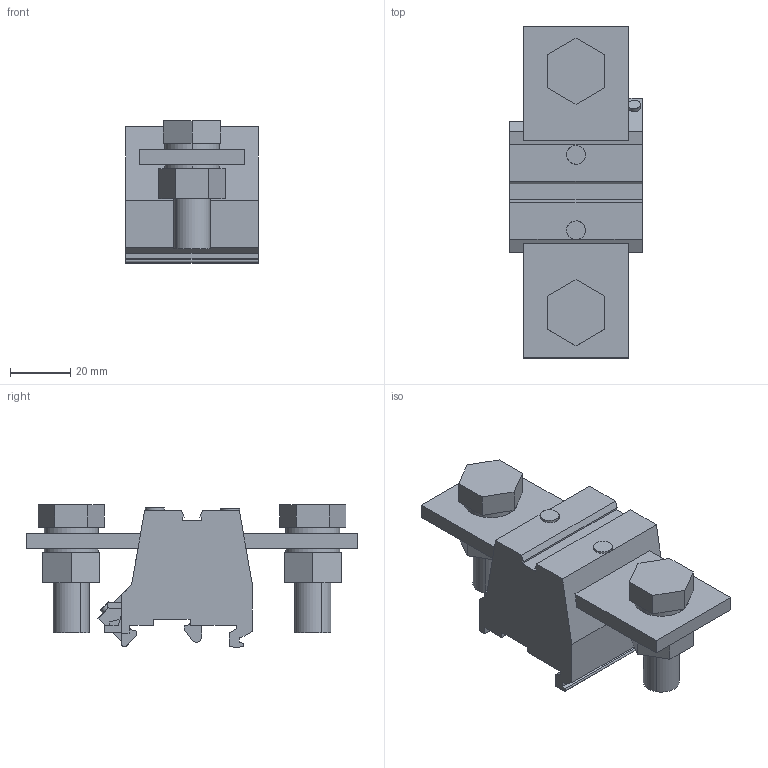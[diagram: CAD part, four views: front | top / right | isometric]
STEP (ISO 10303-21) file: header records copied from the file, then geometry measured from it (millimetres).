
FILE_DESCRIPTION(('Creo Elements/Direct Modeling STEP Export'),'2;1');
FILE_NAME('model.stp','2018-03-17T11:58:34',(''),(''),'Creo Elements/Direct Modeling STEP processor for AP214 (Solid Model)','Creo Elements/Direct Modeling 18.1I 14-Aug-2016 (C) Parametric Technology GmbH','');
FILE_SCHEMA(('AUTOMOTIVE_DESIGN { 1 0 10303 214 1 1 1 1 }'));
Length unit declared in the file: millimetre
Products named in the file (2): UHV_150_AS_AS_select
Assembly tree (1 placements, depth 2):
  UHV_150_AS_AS_select
    UHV_150_AS_AS_select
Bounding box: 44 x 110 x 47.27 mm (x, y, z)
Volume: 94567.4 mm3; surface area: 22373.9 mm2
Topology: 1 solids, 1 shells, 138 faces, 363 edges, 242 vertices
Faces by surface type: plane 110, cylinder 24, extrusion 4
Entity records: 5299 total; most frequent: CARTESIAN_POINT 872, ORIENTED_EDGE 726, DIRECTION 600, EDGE_CURVE 363, VECTOR 296, LINE 292, VERTEX_POINT 242, EDGE_LOOP 153
